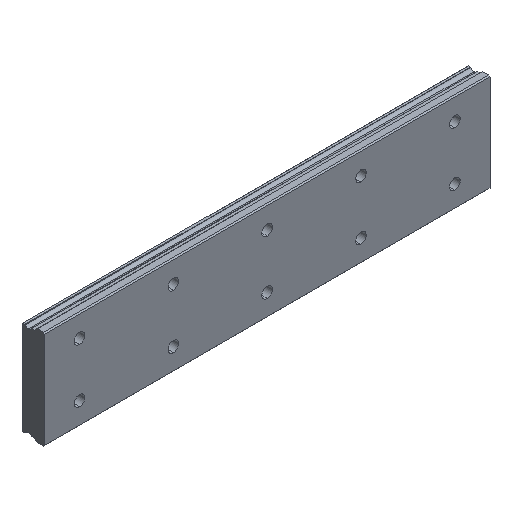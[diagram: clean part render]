
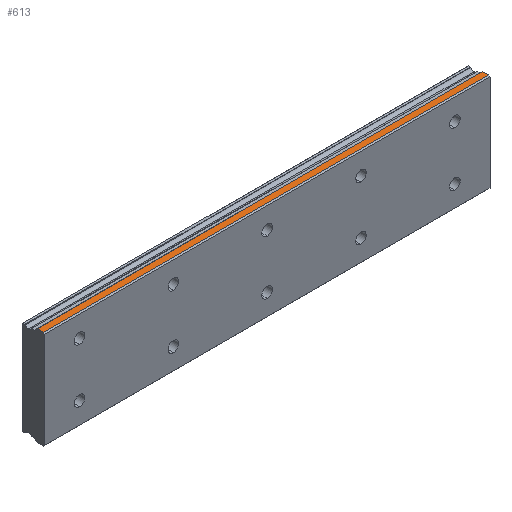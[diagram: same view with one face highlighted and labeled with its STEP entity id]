
A CAD part, isometric view. The second image highlights one B-rep face of the part: STEP entity #613.
In plain terms, the highlighted planar face has unit normal (0, 0, 1).
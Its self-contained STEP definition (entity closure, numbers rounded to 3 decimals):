
#13 = LINE ( 'NONE', #1847, #1625 ) ;
#197 = LINE ( 'NONE', #1992, #1366 ) ;
#210 = DIRECTION ( 'NONE',  ( 0., -1., 0. ) ) ;
#233 = VERTEX_POINT ( 'NONE', #1598 ) ;
#339 = AXIS2_PLACEMENT_3D ( 'NONE', #1306, #2019, #1102 ) ;
#348 = VERTEX_POINT ( 'NONE', #2213 ) ;
#373 = FACE_OUTER_BOUND ( 'NONE', #738, .T. ) ;
#530 = ORIENTED_EDGE ( 'NONE', *, *, #624, .F. ) ;
#579 = PLANE ( 'NONE',  #339 ) ;
#613 = ADVANCED_FACE ( 'NONE', ( #373 ), #579, .F. ) ;
#624 = EDGE_CURVE ( 'NONE', #233, #766, #13, .T. ) ;
#661 = CARTESIAN_POINT ( 'NONE',  ( 175., 0.5, 21. ) ) ;
#695 = CARTESIAN_POINT ( 'NONE',  ( -15., 5.27, 21. ) ) ;
#738 = EDGE_LOOP ( 'NONE', ( #1474, #530, #1911, #1171 ) ) ;
#766 = VERTEX_POINT ( 'NONE', #661 ) ;
#796 = VECTOR ( 'NONE', #2009, 1000. ) ;
#870 = VERTEX_POINT ( 'NONE', #1069 ) ;
#967 = LINE ( 'NONE', #2219, #796 ) ;
#1069 = CARTESIAN_POINT ( 'NONE',  ( -15., 0.5, 21. ) ) ;
#1102 = DIRECTION ( 'NONE',  ( -1., 0., 0. ) ) ;
#1171 = ORIENTED_EDGE ( 'NONE', *, *, #1813, .T. ) ;
#1306 = CARTESIAN_POINT ( 'NONE',  ( 175., 3.1, 21. ) ) ;
#1366 = VECTOR ( 'NONE', #2190, 1000. ) ;
#1368 = EDGE_CURVE ( 'NONE', #870, #766, #967, .T. ) ;
#1474 = ORIENTED_EDGE ( 'NONE', *, *, #1368, .T. ) ;
#1598 = CARTESIAN_POINT ( 'NONE',  ( 175., 3.1, 21. ) ) ;
#1625 = VECTOR ( 'NONE', #210, 1000. ) ;
#1633 = DIRECTION ( 'NONE',  ( 0., -1., 0. ) ) ;
#1779 = VECTOR ( 'NONE', #1633, 1000. ) ;
#1781 = EDGE_CURVE ( 'NONE', #348, #233, #197, .T. ) ;
#1808 = LINE ( 'NONE', #695, #1779 ) ;
#1813 = EDGE_CURVE ( 'NONE', #348, #870, #1808, .T. ) ;
#1847 = CARTESIAN_POINT ( 'NONE',  ( 175., 5.27, 21. ) ) ;
#1911 = ORIENTED_EDGE ( 'NONE', *, *, #1781, .F. ) ;
#1992 = CARTESIAN_POINT ( 'NONE',  ( 175., 3.1, 21. ) ) ;
#2009 = DIRECTION ( 'NONE',  ( 1., 0., 0. ) ) ;
#2019 = DIRECTION ( 'NONE',  ( 0., 0., -1. ) ) ;
#2190 = DIRECTION ( 'NONE',  ( 1., 0., 0. ) ) ;
#2213 = CARTESIAN_POINT ( 'NONE',  ( -15., 3.1, 21. ) ) ;
#2219 = CARTESIAN_POINT ( 'NONE',  ( 175., 0.5, 21. ) ) ;
